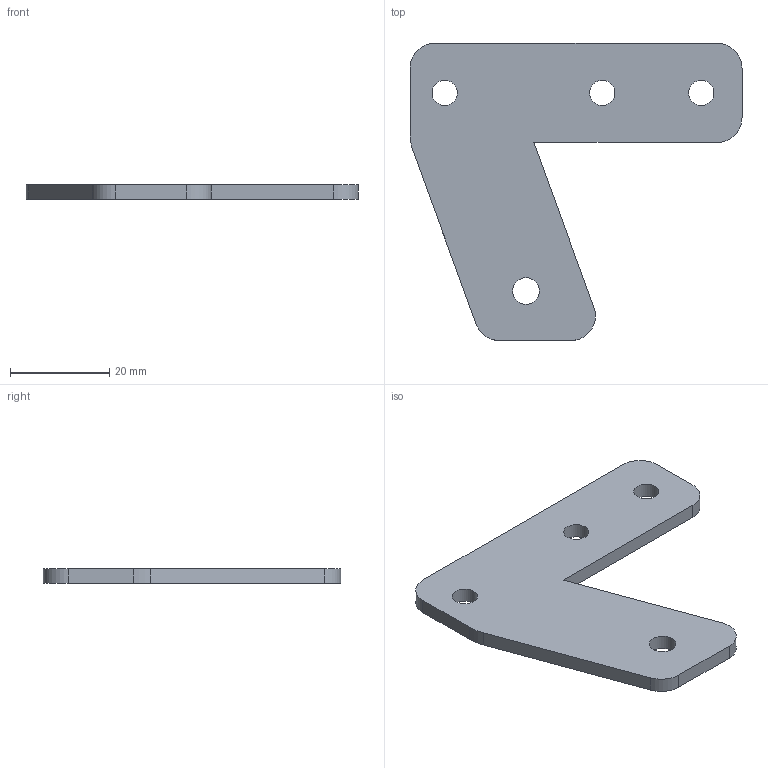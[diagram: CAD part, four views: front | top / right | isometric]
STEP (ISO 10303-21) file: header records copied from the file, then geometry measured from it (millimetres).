
FILE_DESCRIPTION( ( '' ), ' ' );
FILE_NAME( '57b42cebe4b08d2229dc832b.step', '2016-08-17T09:22:52', ( '' ), ( '' ), ' ', ' ', ' ' );
FILE_SCHEMA( ( 'AUTOMOTIVE_DESIGN { 1 0 10303 214 1 1 1 1 }' ) );
Length unit declared in the file: metre
Products named in the file (1): idler pulley plate
Bounding box: 67 x 60 x 3 mm (x, y, z)
Volume: 6677 mm3; surface area: 5387.6 mm2
Topology: 1 solids, 1 shells, 19 faces, 51 edges, 34 vertices
Faces by surface type: cylinder 10, plane 9
Full cylindrical faces by diameter (mm): 5.1 x3, 5.393 x1
Entity records: 769 total; most frequent: DIRECTION 107, CARTESIAN_POINT 101, ORIENTED_EDGE 94, EDGE_CURVE 47, AXIS2_PLACEMENT_3D 40, VERTEX_POINT 34, EDGE_LOOP 31, LINE 27
